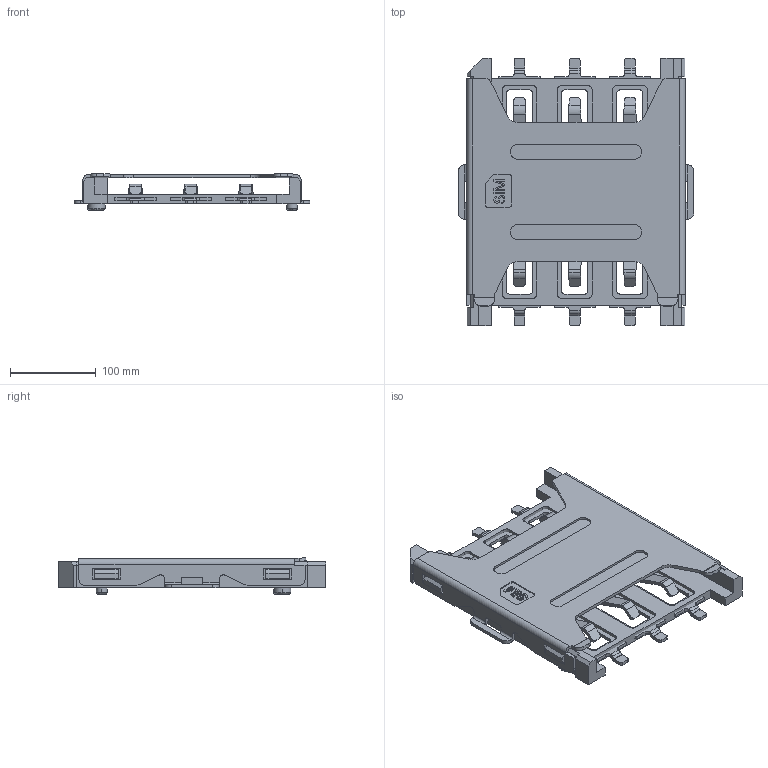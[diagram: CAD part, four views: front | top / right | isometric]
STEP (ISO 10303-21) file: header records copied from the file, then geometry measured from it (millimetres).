
FILE_DESCRIPTION (( 'STEP AP203' ), '1' );
FILE_NAME ('SNO-1390.STEP', '2021-06-17T07:23:38', ( '' ), ( '' ), 'SwSTEP 2.0', 'SolidWorks 2019', '' );
FILE_SCHEMA (( 'CONFIG_CONTROL_DESIGN' ));
Length unit declared in the file: millimetre
Products named in the file (52): _BLACK_HOLE-19; _BLACK_HOLE-4; CONTACT_2; CONTACT_4; CONTACT; _BLACK_HOLE-8; HOSIUNG; _BLACK_HOLE-24; _BLACK_HOLE-18; CONTACT_1; _BLACK_HOLE-3; CONTACT_3; CONTACT_4-1; CONTACT-1; CONTACT_2-1; CONTACT_5-1; CONTACT_5; HOSIUNG-1; SHELLXIN; _BLACK_HOLE-17; _BLACK_HOLE-26; _BLACK_HOLE-23; _BLACK_HOLE-5; _BLACK_HOLE-15; CONTACT_1-1; _BLACK_HOLE-21; _BLACK_HOLE-13; _BLACK_HOLE-11; SNO-1390; CONTACT_3-1; _BLACK_HOLE-14; _BLACK_HOLE-2; _BLACK_HOLE-1; _BLACK_HOLE-20; _BLACK_HOLE-7; _BLACK_HOLE-6; _BLACK_HOLE-22; _BLACK_HOLE-9; _BLACK_HOLE-25; _BLACK_HOLE-27 ...
Assembly tree (16 placements, depth 3):
  _BLACK_HOLE-19
  _BLACK_HOLE-4
  _BLACK_HOLE-8
  _BLACK_HOLE-24
  _BLACK_HOLE-18
Bounding box: 275.59 x 312.42 x 43.15 mm (x, y, z)
Volume: 941135.6 mm3; surface area: 349667.1 mm2
Topology: 8 solids, 8 shells, 646 faces, 1824 edges, 1202 vertices
Faces by surface type: plane 407, cylinder 235, bspline 4
Entity records: 26054 total; most frequent: CARTESIAN_POINT 5061, ORIENTED_EDGE 3648, DIRECTION 3277, EDGE_CURVE 1824, VECTOR 1237, LINE 1237, VERTEX_POINT 1202, AXIS2_PLACEMENT_3D 1020
